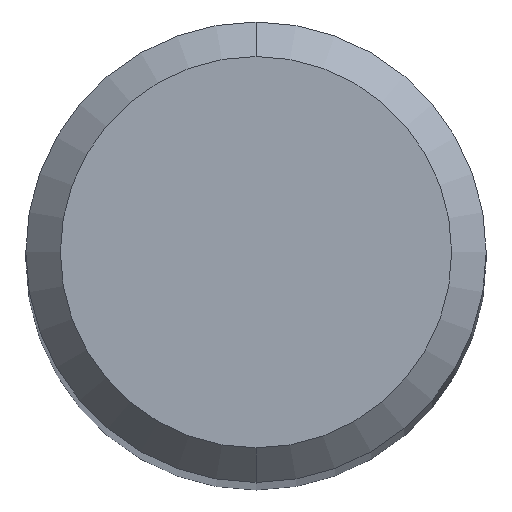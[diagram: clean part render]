
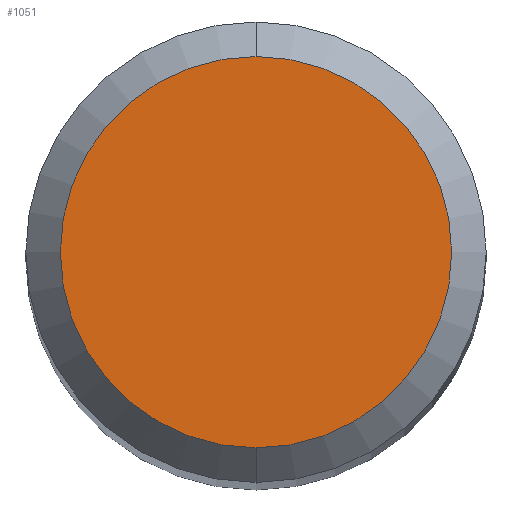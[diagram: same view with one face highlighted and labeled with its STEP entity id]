
A CAD part, top view. The second image highlights one B-rep face of the part: STEP entity #1051.
In plain terms, the highlighted planar face has unit normal (0, 0, 1).
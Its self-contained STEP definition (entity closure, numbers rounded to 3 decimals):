
#421=EDGE_CURVE('',#557,#947,#1201,.T.);
#557=VERTEX_POINT('',#1350);
#947=VERTEX_POINT('',#1778);
#1051=ADVANCED_FACE('',(#1888),#1889,.T.);
#1065=EDGE_CURVE('',#947,#557,#1905,.T.);
#1201=CIRCLE('',#2112,1.7);
#1350=CARTESIAN_POINT('',(0.0,1.7,0.0));
#1778=CARTESIAN_POINT('',(0.,-1.7,0.0));
#1888=FACE_OUTER_BOUND('',#4597,.T.);
#1889=PLANE('',#4598);
#1905=CIRCLE('',#4635,1.7);
#2112=AXIS2_PLACEMENT_3D('',#5155,#5156,#5157);
#4597=EDGE_LOOP('',(#5922,#5923));
#4598=AXIS2_PLACEMENT_3D('',#5924,#5925,#5926);
#4635=AXIS2_PLACEMENT_3D('',#5945,#5946,#5947);
#5155=CARTESIAN_POINT('',(0.0,0.0,0.0));
#5156=DIRECTION('',(0.0,0.0,-1.0));
#5157=DIRECTION('',(0.0,1.0,0.0));
#5922=ORIENTED_EDGE('',*,*,#421,.F.);
#5923=ORIENTED_EDGE('',*,*,#1065,.F.);
#5924=CARTESIAN_POINT('',(0.0,0.85,0.0));
#5925=DIRECTION('',(-0.0,0.0,1.0));
#5926=DIRECTION('',(0.0,-1.0,0.0));
#5945=CARTESIAN_POINT('',(0.0,0.0,0.0));
#5946=DIRECTION('',(0.0,0.0,-1.0));
#5947=DIRECTION('',(0.0,1.0,0.0));
